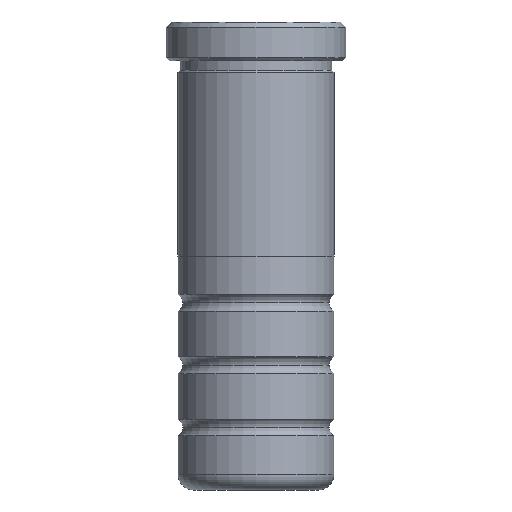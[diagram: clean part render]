
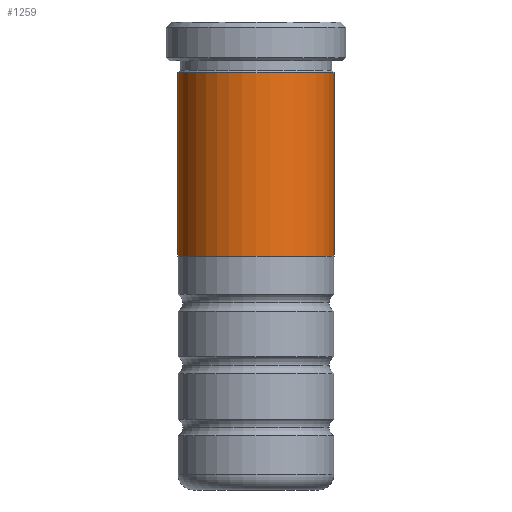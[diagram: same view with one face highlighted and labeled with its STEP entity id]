
A CAD part, front view. The second image highlights one B-rep face of the part: STEP entity #1259.
In plain terms, the highlighted cylindrical face has radius 10.005 mm (diameter 20.01 mm), a partial arc.
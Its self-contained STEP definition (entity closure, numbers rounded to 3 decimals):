
#52 = CARTESIAN_POINT ( 'NONE',  ( -10.005, 0., 53.5 ) ) ;
#115 = CARTESIAN_POINT ( 'NONE',  ( 10.005, 0., 53.5 ) ) ;
#175 = EDGE_CURVE ( 'NONE', #276, #1176, #267, .T. ) ;
#202 = VECTOR ( 'NONE', #496, 1000. ) ;
#267 = LINE ( 'NONE', #115, #1438 ) ;
#276 = VERTEX_POINT ( 'NONE', #922 ) ;
#313 = DIRECTION ( 'NONE',  ( 0., 0., 1. ) ) ;
#404 = ORIENTED_EDGE ( 'NONE', *, *, #1645, .F. ) ;
#411 = CARTESIAN_POINT ( 'NONE',  ( 10.005, 0., 53.5 ) ) ;
#496 = DIRECTION ( 'NONE',  ( 0., 0., 1. ) ) ;
#518 = AXIS2_PLACEMENT_3D ( 'NONE', #1224, #313, #1372 ) ;
#619 = EDGE_CURVE ( 'NONE', #1860, #276, #988, .T. ) ;
#666 = CARTESIAN_POINT ( 'NONE',  ( -10.005, 0., 53.5 ) ) ;
#690 = CARTESIAN_POINT ( 'NONE',  ( -10.005, 0., 30. ) ) ;
#714 = CYLINDRICAL_SURFACE ( 'NONE', #1202, 10.005 ) ;
#718 = AXIS2_PLACEMENT_3D ( 'NONE', #1807, #902, #1961 ) ;
#795 = CARTESIAN_POINT ( 'NONE',  ( 0., 0., 53.5 ) ) ;
#802 = ORIENTED_EDGE ( 'NONE', *, *, #619, .T. ) ;
#804 = FACE_OUTER_BOUND ( 'NONE', #1155, .T. ) ;
#834 = EDGE_CURVE ( 'NONE', #1860, #960, #966, .T. ) ;
#902 = DIRECTION ( 'NONE',  ( 0., 0., 1. ) ) ;
#922 = CARTESIAN_POINT ( 'NONE',  ( 10.005, 0., 30. ) ) ;
#945 = DIRECTION ( 'NONE',  ( 1., 0., 0. ) ) ;
#960 = VERTEX_POINT ( 'NONE', #666 ) ;
#966 = LINE ( 'NONE', #52, #202 ) ;
#988 = CIRCLE ( 'NONE', #718, 10.005 ) ;
#1155 = EDGE_LOOP ( 'NONE', ( #1611, #802, #1651, #404 ) ) ;
#1176 = VERTEX_POINT ( 'NONE', #411 ) ;
#1202 = AXIS2_PLACEMENT_3D ( 'NONE', #795, #1545, #945 ) ;
#1224 = CARTESIAN_POINT ( 'NONE',  ( 0., 0., 53.5 ) ) ;
#1259 = ADVANCED_FACE ( 'NONE', ( #804 ), #714, .T. ) ;
#1334 = CIRCLE ( 'NONE', #518, 10.005 ) ;
#1372 = DIRECTION ( 'NONE',  ( 1., 0., 0. ) ) ;
#1438 = VECTOR ( 'NONE', #1922, 1000. ) ;
#1545 = DIRECTION ( 'NONE',  ( 0., 0., 1. ) ) ;
#1611 = ORIENTED_EDGE ( 'NONE', *, *, #834, .F. ) ;
#1645 = EDGE_CURVE ( 'NONE', #960, #1176, #1334, .T. ) ;
#1651 = ORIENTED_EDGE ( 'NONE', *, *, #175, .T. ) ;
#1807 = CARTESIAN_POINT ( 'NONE',  ( 0., 0., 30. ) ) ;
#1860 = VERTEX_POINT ( 'NONE', #690 ) ;
#1922 = DIRECTION ( 'NONE',  ( 0., 0., 1. ) ) ;
#1961 = DIRECTION ( 'NONE',  ( 1., 0., 0. ) ) ;
